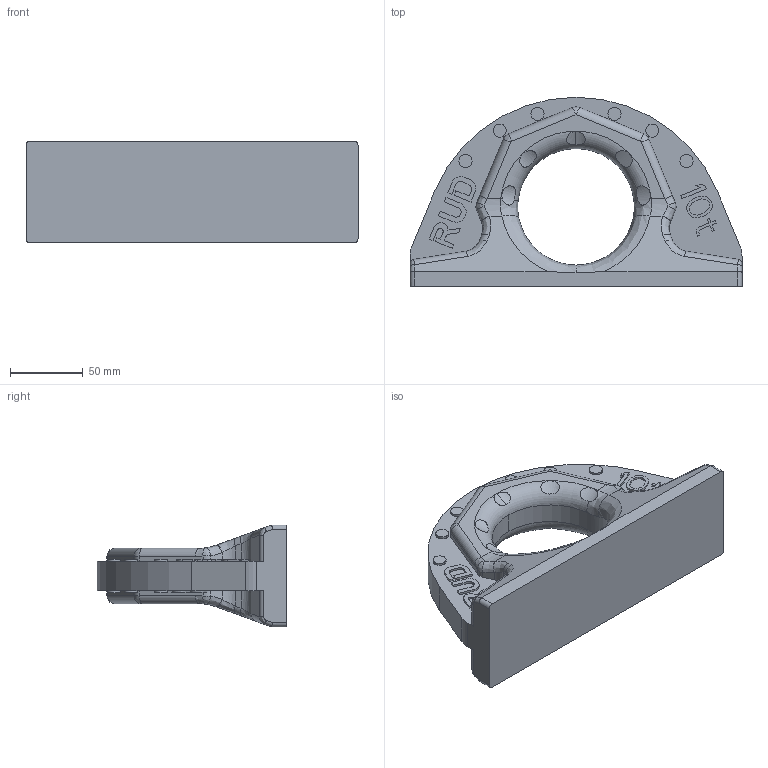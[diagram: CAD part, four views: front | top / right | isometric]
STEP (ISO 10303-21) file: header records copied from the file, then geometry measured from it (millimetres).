
FILE_DESCRIPTION((''),'2;1');
FILE_NAME('001-M33974-P2','2010-06-02T',('BuxM'),(''),'PRO/ENGINEER BY PARAMETRIC TECHNOLOGY CORPORATION, 2005290','PRO/ENGINEER BY PARAMETRIC TECHNOLOGY CORPORATION, 2005290','');
FILE_SCHEMA(('CONFIG_CONTROL_DESIGN'));
Length unit declared in the file: millimetre
Products named in the file (1): 001-M33974-P2
Bounding box: 228 x 130 x 70 mm (x, y, z)
Volume: 718997.1 mm3; surface area: 81698.7 mm2
Topology: 1 solids, 1 shells, 379 faces, 975 edges, 630 vertices
Faces by surface type: plane 230, cylinder 97, bspline 38, extrusion 12, torus 2
Entity records: 13166 total; most frequent: CARTESIAN_POINT 4041, ORIENTED_EDGE 1950, DIRECTION 1759, EDGE_CURVE 975, VECTOR 705, LINE 693, VERTEX_POINT 630, AXIS2_PLACEMENT_3D 527
